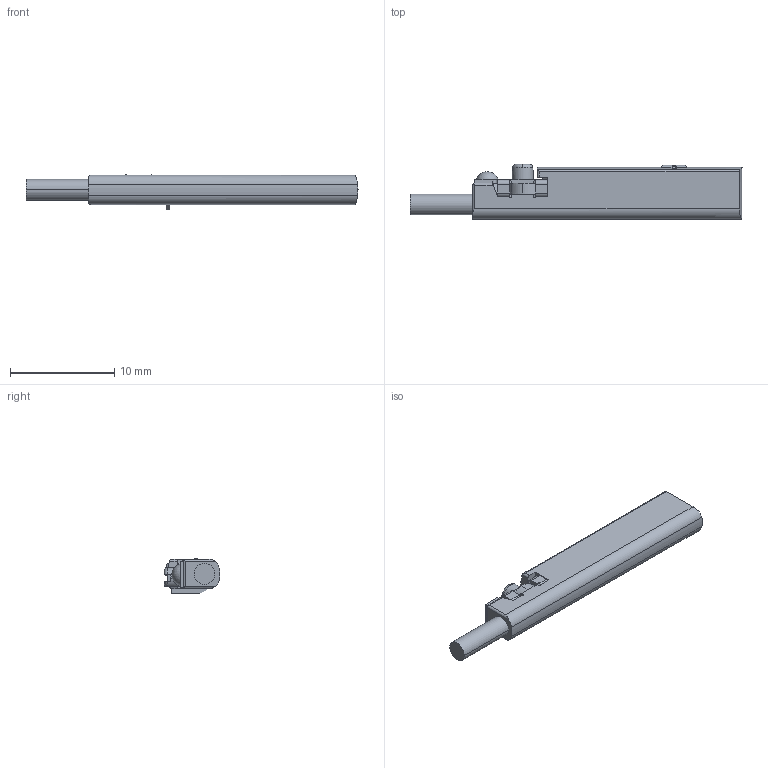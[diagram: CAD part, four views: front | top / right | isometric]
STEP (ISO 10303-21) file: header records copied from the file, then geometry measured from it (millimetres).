
FILE_DESCRIPTION(('FreeCAD Model'),'2;1');
FILE_NAME('MZEC_9-26_PSL-xxx.step','2016-01-20T11:53:32',('FreeCAD'),( 'FreeCAD'),'Open CASCADE STEP processor 6.7','FreeCAD','Unknown');
FILE_SCHEMA(('AUTOMOTIVE_DESIGN_CC2 { 1 2 10303 214 -1 1 5 4 }'));
Length unit declared in the file: millimetre
Products named in the file (1): 1
Bounding box: 31.79 x 5.3 x 3.4 mm (x, y, z)
Volume: 337.4 mm3; surface area: 472.3 mm2
Topology: 1 solids, 2 shells, 175 faces, 498 edges, 327 vertices
Faces by surface type: plane 97, cylinder 69, torus 8, sphere 1
Entity records: 14621 total; most frequent: CARTESIAN_POINT 5432, DIRECTION 1513, ORIENTED_EDGE 996, PCURVE 996, DEFINITIONAL_REPRESENTATION 996, LINE 775, VECTOR 775, EDGE_CURVE 498
